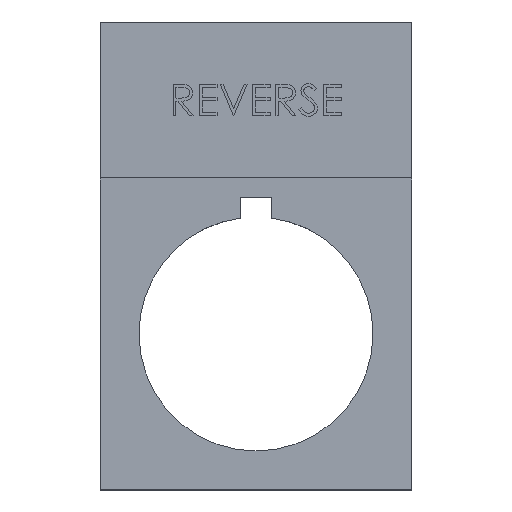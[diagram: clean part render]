
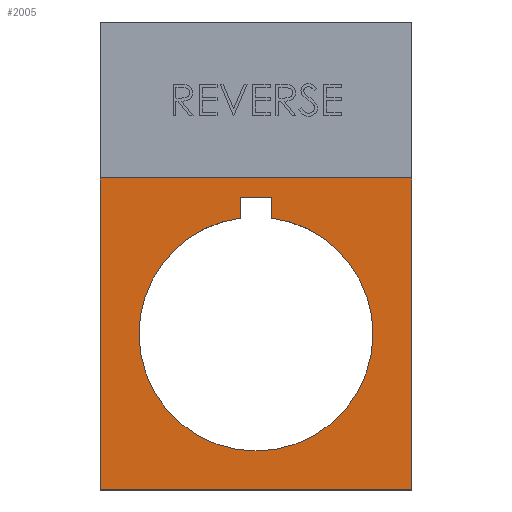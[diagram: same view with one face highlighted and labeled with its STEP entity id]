
A CAD part, top view. The second image highlights one B-rep face of the part: STEP entity #2005.
In plain terms, the highlighted planar face has unit normal (0, 0, 1).
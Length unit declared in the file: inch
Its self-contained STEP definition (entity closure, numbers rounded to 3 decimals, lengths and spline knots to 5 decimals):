
#48 = B_SPLINE_CURVE_WITH_KNOTS ( 'NONE', 3,
 ( #1207, #4749, #2231, #5264 ),
 .UNSPECIFIED., .F., .F.,
 ( 4, 4 ),
 ( 0., 1. ),
 .UNSPECIFIED. ) ;
#123 = ORIENTED_EDGE ( 'NONE', *, *, #2410, .T. ) ;
#175 = VERTEX_POINT ( 'NONE', #5658 ) ;
#220 = LINE ( 'NONE', #4217, #1582 ) ;
#232 = EDGE_CURVE ( 'NONE', #2645, #1814, #5540, .T. ) ;
#249 = DIRECTION ( 'NONE',  ( 1., 0., 0. ) ) ;
#345 = LINE ( 'NONE', #4758, #2570 ) ;
#408 = CARTESIAN_POINT ( 'NONE',  ( -0.44291, 0., 0.01969 ) ) ;
#440 = DIRECTION ( 'NONE',  ( 1., 0., 0. ) ) ;
#460 = EDGE_CURVE ( 'NONE', #2920, #175, #772, .T. ) ;
#463 = VERTEX_POINT ( 'NONE', #2347 ) ;
#619 = EDGE_CURVE ( 'NONE', #4189, #2931, #5635, .T. ) ;
#647 = DIRECTION ( 'NONE',  ( 0., 0., -1. ) ) ;
#772 = CIRCLE ( 'NONE', #4147, 0.44291 ) ;
#779 = DIRECTION ( 'NONE',  ( 0., 1., 0. ) ) ;
#1098 = CARTESIAN_POINT ( 'NONE',  ( 0.59055, 0.59055, 0.01969 ) ) ;
#1109 = FACE_OUTER_BOUND ( 'NONE', #3445, .T. ) ;
#1141 = CARTESIAN_POINT ( 'NONE',  ( 0., 0., 0.01969 ) ) ;
#1176 = EDGE_CURVE ( 'NONE', #4699, #2931, #48, .T. ) ;
#1193 = VERTEX_POINT ( 'NONE', #4151 ) ;
#1207 = CARTESIAN_POINT ( 'NONE',  ( 0.59055, 0.59055, 0.01969 ) ) ;
#1274 = FACE_BOUND ( 'NONE', #3471, .T. ) ;
#1356 = AXIS2_PLACEMENT_3D ( 'NONE', #1141, #2140, #2655 ) ;
#1485 = ORIENTED_EDGE ( 'NONE', *, *, #1176, .T. ) ;
#1582 = VECTOR ( 'NONE', #2759, 39.37008 ) ;
#1683 = AXIS2_PLACEMENT_3D ( 'NONE', #5677, #647, #3092 ) ;
#1814 = VERTEX_POINT ( 'NONE', #5499 ) ;
#1828 = DIRECTION ( 'NONE',  ( 0., 0., -1. ) ) ;
#2005 = ADVANCED_FACE ( 'NONE', ( #1274, #1109 ), #6526, .T. ) ;
#2043 = EDGE_CURVE ( 'NONE', #1814, #1193, #220, .T. ) ;
#2140 = DIRECTION ( 'NONE',  ( 0., 0., -1. ) ) ;
#2231 = CARTESIAN_POINT ( 'NONE',  ( -0.19685, 0.59055, 0.01969 ) ) ;
#2347 = CARTESIAN_POINT ( 'NONE',  ( 0.05906, 0.5177, 0.01969 ) ) ;
#2410 = EDGE_CURVE ( 'NONE', #463, #2920, #5592, .T. ) ;
#2570 = VECTOR ( 'NONE', #5273, 39.37008 ) ;
#2625 = ORIENTED_EDGE ( 'NONE', *, *, #460, .T. ) ;
#2645 = VERTEX_POINT ( 'NONE', #408 ) ;
#2655 = DIRECTION ( 'NONE',  ( 1., 0., 0. ) ) ;
#2694 = DIRECTION ( 'NONE',  ( 0., -1., 0. ) ) ;
#2759 = DIRECTION ( 'NONE',  ( 0., 1., 0. ) ) ;
#2920 = VERTEX_POINT ( 'NONE', #5096 ) ;
#2931 = VERTEX_POINT ( 'NONE', #4731 ) ;
#3092 = DIRECTION ( 'NONE',  ( 1., 0., 0. ) ) ;
#3245 = VECTOR ( 'NONE', #779, 39.37008 ) ;
#3445 = EDGE_LOOP ( 'NONE', ( #4744, #5010, #1485, #5760 ) ) ;
#3446 = CARTESIAN_POINT ( 'NONE',  ( 0., 0.29528, 0.01969 ) ) ;
#3471 = EDGE_LOOP ( 'NONE', ( #6316, #123, #2625, #6355, #5142, #5492 ) ) ;
#3511 = EDGE_CURVE ( 'NONE', #175, #2645, #5441, .T. ) ;
#3776 = VECTOR ( 'NONE', #4464, 39.37008 ) ;
#3793 = CARTESIAN_POINT ( 'NONE',  ( 0., 0., 0.01969 ) ) ;
#3836 = CARTESIAN_POINT ( 'NONE',  ( -0.59055, -0.59055, 0.01969 ) ) ;
#4054 = VERTEX_POINT ( 'NONE', #4190 ) ;
#4085 = LINE ( 'NONE', #5762, #6488 ) ;
#4147 = AXIS2_PLACEMENT_3D ( 'NONE', #3793, #1828, #249 ) ;
#4151 = CARTESIAN_POINT ( 'NONE',  ( -0.05906, 0.5177, 0.01969 ) ) ;
#4189 = VERTEX_POINT ( 'NONE', #3836 ) ;
#4190 = CARTESIAN_POINT ( 'NONE',  ( 0.59055, -0.59055, 0.01969 ) ) ;
#4217 = CARTESIAN_POINT ( 'NONE',  ( -0.05906, 0.5177, 0.01969 ) ) ;
#4318 = CARTESIAN_POINT ( 'NONE',  ( 0.05906, 0.43896, 0.01969 ) ) ;
#4464 = DIRECTION ( 'NONE',  ( -1., 0., 0. ) ) ;
#4699 = VERTEX_POINT ( 'NONE', #1098 ) ;
#4731 = CARTESIAN_POINT ( 'NONE',  ( -0.59055, 0.59055, 0.01969 ) ) ;
#4744 = ORIENTED_EDGE ( 'NONE', *, *, #6090, .F. ) ;
#4749 = CARTESIAN_POINT ( 'NONE',  ( 0.19685, 0.59055, 0.01969 ) ) ;
#4758 = CARTESIAN_POINT ( 'NONE',  ( 0.05906, 0.5177, 0.01969 ) ) ;
#4833 = EDGE_CURVE ( 'NONE', #1193, #463, #345, .T. ) ;
#5000 = DIRECTION ( 'NONE',  ( 0., 0., 1. ) ) ;
#5010 = ORIENTED_EDGE ( 'NONE', *, *, #6343, .F. ) ;
#5072 = CARTESIAN_POINT ( 'NONE',  ( -0.59055, 1.1811, 0.01969 ) ) ;
#5085 = VECTOR ( 'NONE', #6407, 39.37008 ) ;
#5096 = CARTESIAN_POINT ( 'NONE',  ( 0.05906, 0.43896, 0.01969 ) ) ;
#5142 = ORIENTED_EDGE ( 'NONE', *, *, #232, .T. ) ;
#5264 = CARTESIAN_POINT ( 'NONE',  ( -0.59055, 0.59055, 0.01969 ) ) ;
#5273 = DIRECTION ( 'NONE',  ( 1., 0., 0. ) ) ;
#5296 = AXIS2_PLACEMENT_3D ( 'NONE', #3446, #5000, #440 ) ;
#5441 = CIRCLE ( 'NONE', #1356, 0.44291 ) ;
#5492 = ORIENTED_EDGE ( 'NONE', *, *, #2043, .T. ) ;
#5499 = CARTESIAN_POINT ( 'NONE',  ( -0.05906, 0.43896, 0.01969 ) ) ;
#5540 = CIRCLE ( 'NONE', #1683, 0.44291 ) ;
#5592 = LINE ( 'NONE', #4318, #5085 ) ;
#5635 = LINE ( 'NONE', #5072, #3245 ) ;
#5658 = CARTESIAN_POINT ( 'NONE',  ( 0.44291, 0., 0.01969 ) ) ;
#5677 = CARTESIAN_POINT ( 'NONE',  ( 0., 0., 0.01969 ) ) ;
#5760 = ORIENTED_EDGE ( 'NONE', *, *, #619, .F. ) ;
#5762 = CARTESIAN_POINT ( 'NONE',  ( 0.59055, -0.59055, 0.01969 ) ) ;
#6090 = EDGE_CURVE ( 'NONE', #4054, #4189, #6188, .T. ) ;
#6188 = LINE ( 'NONE', #6464, #3776 ) ;
#6316 = ORIENTED_EDGE ( 'NONE', *, *, #4833, .T. ) ;
#6343 = EDGE_CURVE ( 'NONE', #4699, #4054, #4085, .T. ) ;
#6355 = ORIENTED_EDGE ( 'NONE', *, *, #3511, .T. ) ;
#6407 = DIRECTION ( 'NONE',  ( 0., -1., 0. ) ) ;
#6464 = CARTESIAN_POINT ( 'NONE',  ( -0.59055, -0.59055, 0.01969 ) ) ;
#6488 = VECTOR ( 'NONE', #2694, 39.37008 ) ;
#6526 = PLANE ( 'NONE',  #5296 ) ;
